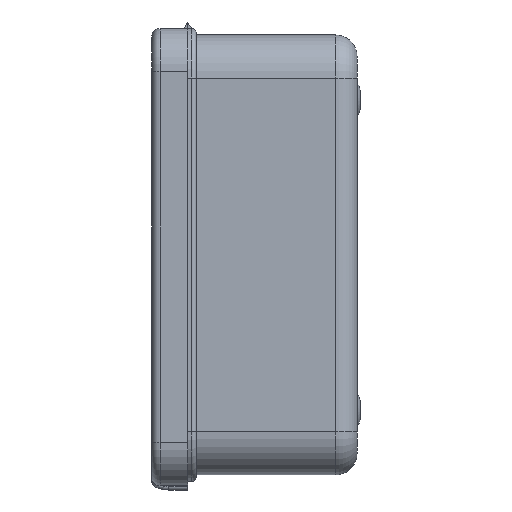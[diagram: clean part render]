
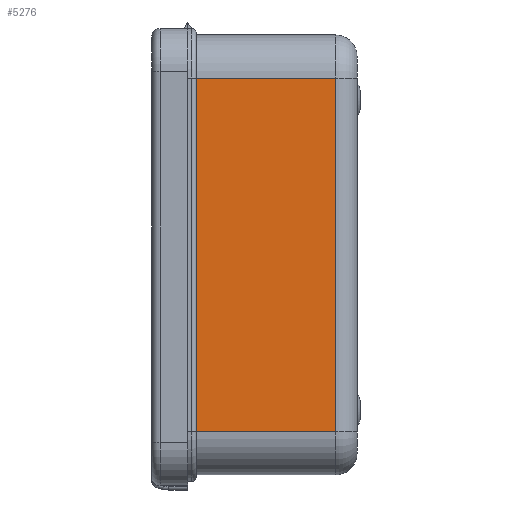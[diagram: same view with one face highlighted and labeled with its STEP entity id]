
A CAD part, left-side view. The second image highlights one B-rep face of the part: STEP entity #5276.
In plain terms, the highlighted planar face has unit normal (-1, 0, 0).
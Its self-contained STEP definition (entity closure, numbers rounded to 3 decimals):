
#152 = DIRECTION ( 'NONE',  ( 0., 0., -1. ) ) ;
#226 = VECTOR ( 'NONE', #3786, 1000. ) ;
#334 = LINE ( 'NONE', #3379, #1781 ) ;
#467 = DIRECTION ( 'NONE',  ( 0., 0., 1. ) ) ;
#514 = DIRECTION ( 'NONE',  ( 0., 1., 0. ) ) ;
#669 = VERTEX_POINT ( 'NONE', #3720 ) ;
#673 = EDGE_CURVE ( 'NONE', #1871, #4464, #4248, .T. ) ;
#1278 = AXIS2_PLACEMENT_3D ( 'NONE', #3267, #1949, #152 ) ;
#1371 = VECTOR ( 'NONE', #467, 1000. ) ;
#1781 = VECTOR ( 'NONE', #2227, 1000. ) ;
#1871 = VERTEX_POINT ( 'NONE', #4868 ) ;
#1949 = DIRECTION ( 'NONE',  ( 1., 0., 0. ) ) ;
#2144 = ORIENTED_EDGE ( 'NONE', *, *, #673, .T. ) ;
#2227 = DIRECTION ( 'NONE',  ( 0., -1., 0. ) ) ;
#2470 = VECTOR ( 'NONE', #514, 1000. ) ;
#2575 = CARTESIAN_POINT ( 'NONE',  ( -70., 37.3, -41. ) ) ;
#3225 = EDGE_CURVE ( 'NONE', #669, #1871, #7297, .T. ) ;
#3235 = PLANE ( 'NONE',  #1278 ) ;
#3267 = CARTESIAN_POINT ( 'NONE',  ( -70., 43.3, 51. ) ) ;
#3379 = CARTESIAN_POINT ( 'NONE',  ( -70., 43.3, -41. ) ) ;
#3720 = CARTESIAN_POINT ( 'NONE',  ( -70., 5., -41. ) ) ;
#3786 = DIRECTION ( 'NONE',  ( 0., 0., 1. ) ) ;
#4248 = LINE ( 'NONE', #6191, #2470 ) ;
#4464 = VERTEX_POINT ( 'NONE', #5315 ) ;
#4586 = EDGE_LOOP ( 'NONE', ( #4962, #7324, #5268, #2144 ) ) ;
#4777 = EDGE_CURVE ( 'NONE', #6459, #4464, #5089, .T. ) ;
#4868 = CARTESIAN_POINT ( 'NONE',  ( -70., 5., 41. ) ) ;
#4962 = ORIENTED_EDGE ( 'NONE', *, *, #4777, .F. ) ;
#5089 = LINE ( 'NONE', #2575, #226 ) ;
#5268 = ORIENTED_EDGE ( 'NONE', *, *, #3225, .T. ) ;
#5276 = ADVANCED_FACE ( 'NONE', ( #5606 ), #3235, .F. ) ;
#5315 = CARTESIAN_POINT ( 'NONE',  ( -70., 37.3, 41. ) ) ;
#5606 = FACE_OUTER_BOUND ( 'NONE', #4586, .T. ) ;
#6072 = CARTESIAN_POINT ( 'NONE',  ( -70., 5., 51. ) ) ;
#6191 = CARTESIAN_POINT ( 'NONE',  ( -70., 43.3, 41. ) ) ;
#6286 = CARTESIAN_POINT ( 'NONE',  ( -70., 37.3, -41. ) ) ;
#6459 = VERTEX_POINT ( 'NONE', #6286 ) ;
#7024 = EDGE_CURVE ( 'NONE', #6459, #669, #334, .T. ) ;
#7297 = LINE ( 'NONE', #6072, #1371 ) ;
#7324 = ORIENTED_EDGE ( 'NONE', *, *, #7024, .T. ) ;
